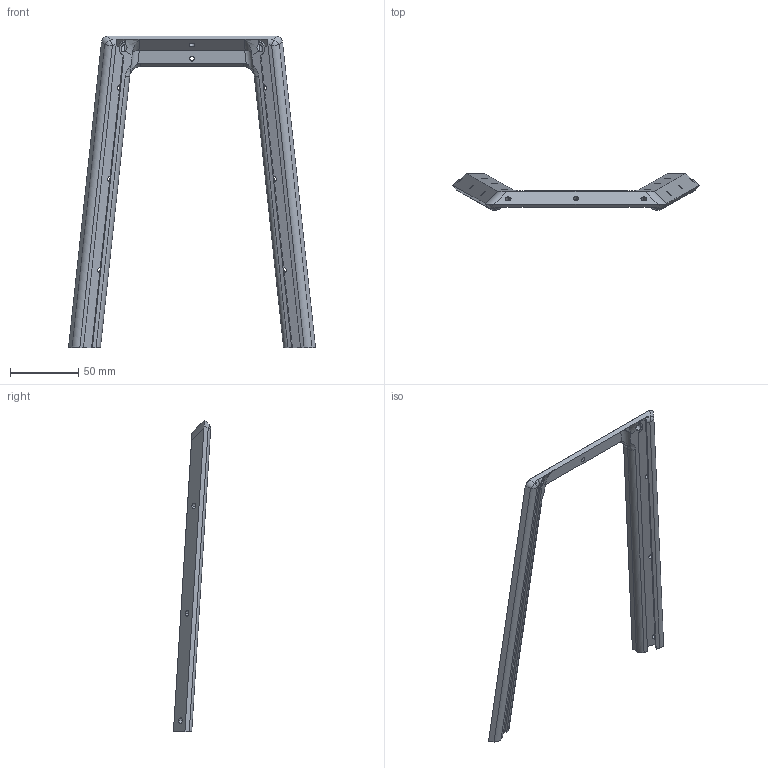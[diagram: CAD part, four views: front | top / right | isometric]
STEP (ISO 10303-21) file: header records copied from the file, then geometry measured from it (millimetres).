
FILE_DESCRIPTION (( 'STEP AP203' ), '1' );
FILE_NAME ('Hood_LED_Support.STEP', '2023-04-26T10:17:07', ( '' ), ( '' ), 'SwSTEP 2.0', 'SolidWorks 2018', '' );
FILE_SCHEMA (( 'CONFIG_CONTROL_DESIGN' ));
Length unit declared in the file: millimetre
Products named in the file (1): Hood_LED_Support
Bounding box: 181.49 x 27.3 x 229.07 mm (x, y, z)
Volume: 75477.4 mm3; surface area: 42627.1 mm2
Topology: 1 solids, 1 shells, 123 faces, 385 edges, 250 vertices
Faces by surface type: plane 57, cylinder 50, bspline 12, sphere 2, cone 2
Entity records: 5116 total; most frequent: CARTESIAN_POINT 1983, ORIENTED_EDGE 770, DIRECTION 509, EDGE_CURVE 385, VERTEX_POINT 250, LINE 181, VECTOR 181, AXIS2_PLACEMENT_3D 164
